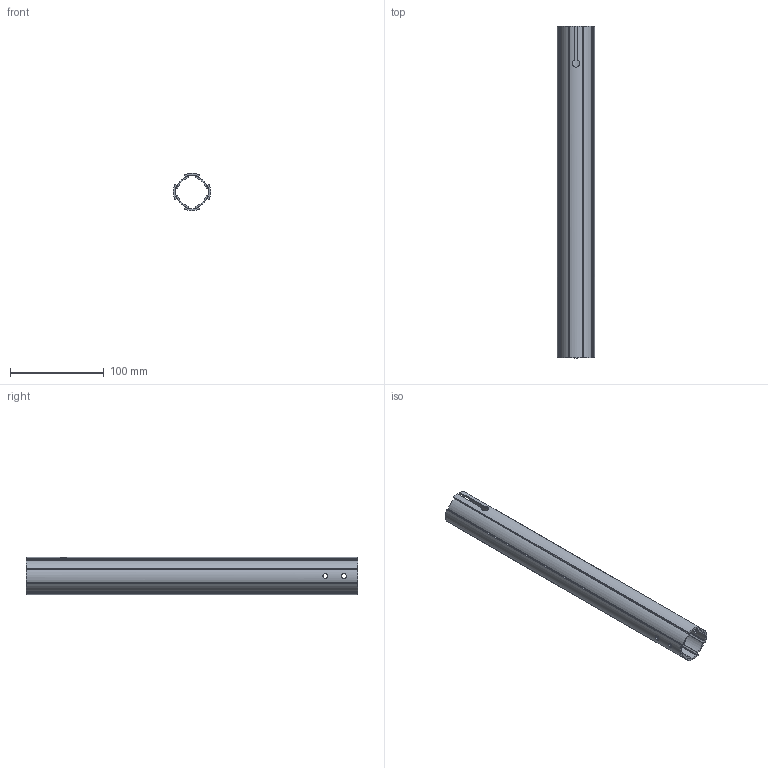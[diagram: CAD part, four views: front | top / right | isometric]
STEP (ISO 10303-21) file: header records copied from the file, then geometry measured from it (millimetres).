
FILE_DESCRIPTION(/* description */ (''),/* implementation_level */ '2;1');
FILE_NAME(/* name */ 'a4e9817b-4023-42b4-9db2-6fec06eddb08.stp',/* time_stamp */ '2019-04-16T02:20:29+00:00',/* author */ (''),/* organization */ (''),/* preprocessor_version */ 'ST-DEVELOPER v18',/* originating_system */ 'Autodesk Translation Framework v8.2.0.1029',/* authorisation */ '');
FILE_SCHEMA (('AUTOMOTIVE_DESIGN { 1 0 10303 214 3 1 1 }'));
Length unit declared in the file: millimetre
Products named in the file (1): large seat tube assembly
Bounding box: 40 x 355 x 39.94 mm (x, y, z)
Volume: 85811.4 mm3; surface area: 91815.4 mm2
Topology: 1 solids, 1 shells, 89 faces, 272 edges, 184 vertices
Faces by surface type: cylinder 61, plane 28
Full cylindrical faces by diameter (mm): 5 x4
Entity records: 3453 total; most frequent: CARTESIAN_POINT 878, DIRECTION 548, ORIENTED_EDGE 544, EDGE_CURVE 272, AXIS2_PLACEMENT_3D 204, VERTEX_POINT 184, LINE 140, VECTOR 140
